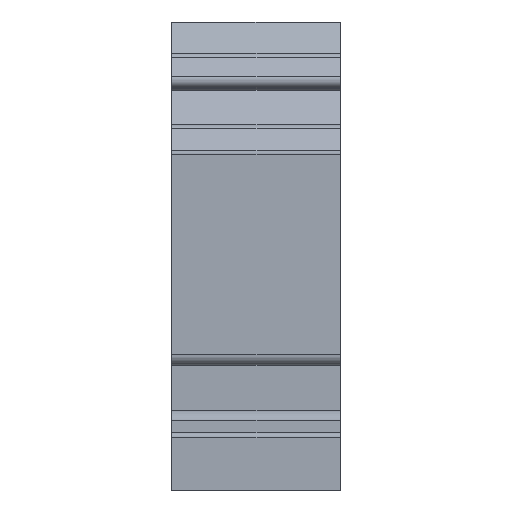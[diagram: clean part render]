
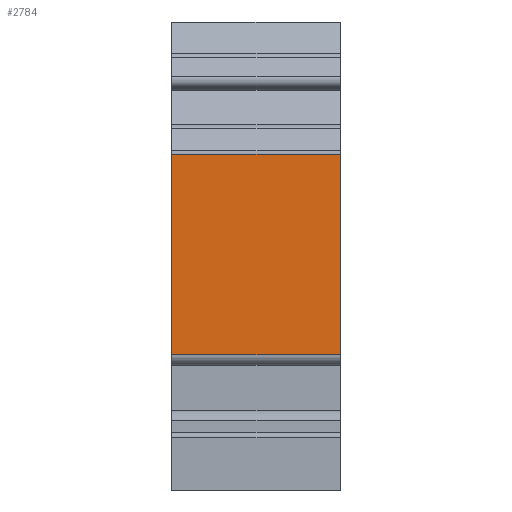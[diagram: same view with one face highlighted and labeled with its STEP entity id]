
A CAD part, left-side view. The second image highlights one B-rep face of the part: STEP entity #2784.
In plain terms, the highlighted planar face has unit normal (-1, 0, 0).
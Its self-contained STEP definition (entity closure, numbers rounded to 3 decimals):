
#701=ORIENTED_EDGE('',*,*,#1089,.F.);
#702=ORIENTED_EDGE('',*,*,#1252,.T.);
#703=ORIENTED_EDGE('',*,*,#1201,.T.);
#704=ORIENTED_EDGE('',*,*,#1251,.F.);
#1089=EDGE_CURVE('',#1427,#1428,#1720,.T.);
#1201=EDGE_CURVE('',#1535,#1534,#1804,.T.);
#1251=EDGE_CURVE('',#1428,#1534,#1853,.T.);
#1252=EDGE_CURVE('',#1427,#1535,#1854,.T.);
#1427=VERTEX_POINT('',#4194);
#1428=VERTEX_POINT('',#4196);
#1534=VERTEX_POINT('',#4416);
#1535=VERTEX_POINT('',#4418);
#1720=LINE('',#4195,#2060);
#1804=LINE('',#4417,#2144);
#1853=LINE('',#4514,#2193);
#1854=LINE('',#4516,#2194);
#2060=VECTOR('',#3400,1000.);
#2144=VECTOR('',#3546,1000.);
#2193=VECTOR('',#3679,1000.);
#2194=VECTOR('',#3682,1000.);
#2341=EDGE_LOOP('',(#701,#702,#703,#704));
#2503=FACE_BOUND('',#2341,.T.);
#2640=PLANE('',#2999);
#2784=ADVANCED_FACE('',(#2503),#2640,.T.);
#2999=AXIS2_PLACEMENT_3D('',#4515,#3680,#3681);
#3400=DIRECTION('',(0.,0.,1.));
#3546=DIRECTION('',(0.,0.,1.));
#3679=DIRECTION('',(0.,-1.,0.));
#3680=DIRECTION('',(-1.,0.,0.));
#3681=DIRECTION('',(0.,0.,1.));
#3682=DIRECTION('',(0.,-1.,0.));
#4194=CARTESIAN_POINT('',(-44.9,8.1,-4.15));
#4195=CARTESIAN_POINT('',(-44.9,8.1,-17.15));
#4196=CARTESIAN_POINT('',(-44.9,8.1,15.149));
#4416=CARTESIAN_POINT('',(-44.9,-8.1,15.149));
#4417=CARTESIAN_POINT('',(-44.9,-8.1,-17.15));
#4418=CARTESIAN_POINT('',(-44.9,-8.1,-4.15));
#4514=CARTESIAN_POINT('',(-44.9,8.1,15.149));
#4515=CARTESIAN_POINT('',(-44.9,-8.1,-17.15));
#4516=CARTESIAN_POINT('',(-44.9,-8.1,-4.15));
